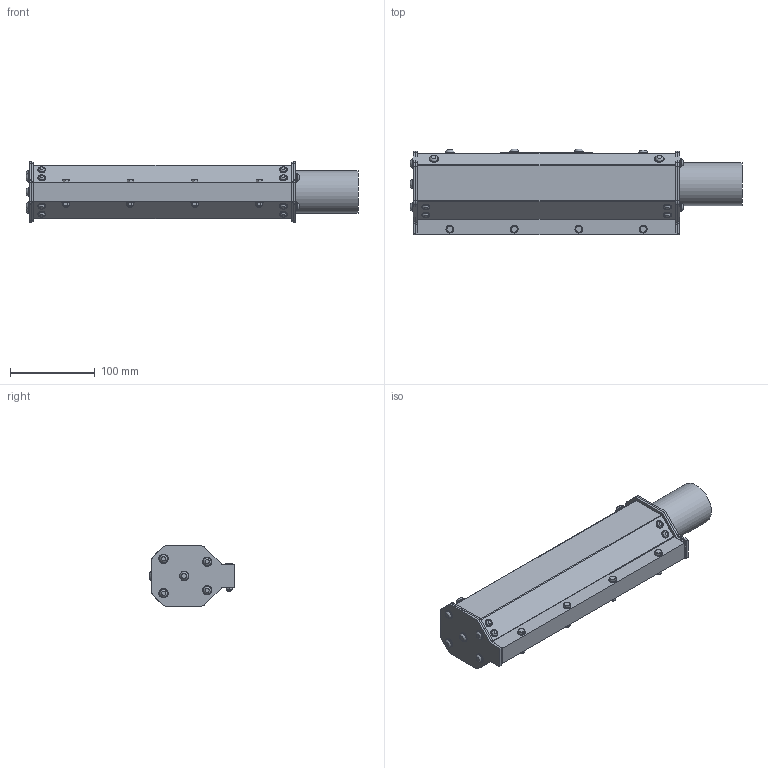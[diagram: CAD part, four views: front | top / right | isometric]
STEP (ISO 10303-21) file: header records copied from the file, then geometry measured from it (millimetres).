
FILE_DESCRIPTION(/* description */ (''),/* implementation_level */ '2;1');
FILE_NAME(/* name */ 'MA21xxxxxx012 DUMMY.stp',/* time_stamp */ '2018-01-30T09:22:15-05:00',/* author */ ('James'),/* organization */ (''),/* preprocessor_version */ 'ST-DEVELOPER v16.5',/* originating_system */ 'Autodesk Inventor 2017',/* authorisation */ '');
FILE_SCHEMA (('AUTOMOTIVE_DESIGN { 1 0 10303 214 3 1 1 }'));
Length unit declared in the file: inch
Products named in the file (1): MA21xxxxxx012 DUMMY
Bounding box: 392.32 x 101.53 x 71.12 mm (x, y, z)
Volume: 1650684.2 mm3; surface area: 116026.2 mm2
Topology: 1 solids, 1 shells, 416 faces, 922 edges, 606 vertices
Faces by surface type: plane 185, cylinder 118, cone 76, sphere 25, bspline 8, torus 4
Full cylindrical faces by diameter (mm): 7.6 x8, 9 x16, 9.5 x12, 10.5 x5, 11 x16, 50.8 x1
Entity records: 20219 total; most frequent: CARTESIAN_POINT 11389, DIRECTION 1814, ORIENTED_EDGE 1646, EDGE_CURVE 823, AXIS2_PLACEMENT_3D 758, EDGE_LOOP 580, VERTEX_POINT 573, FACE_OUTER_BOUND 416
